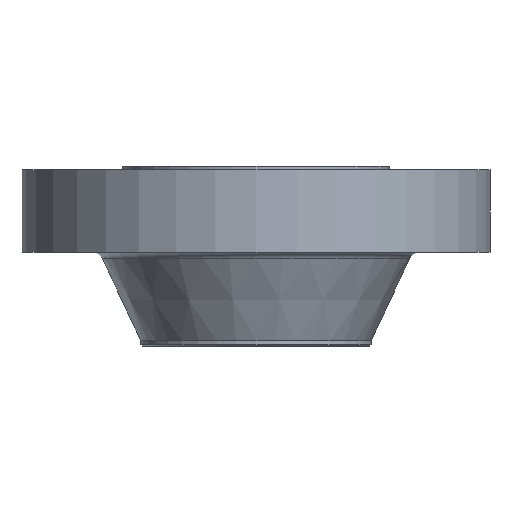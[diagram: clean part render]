
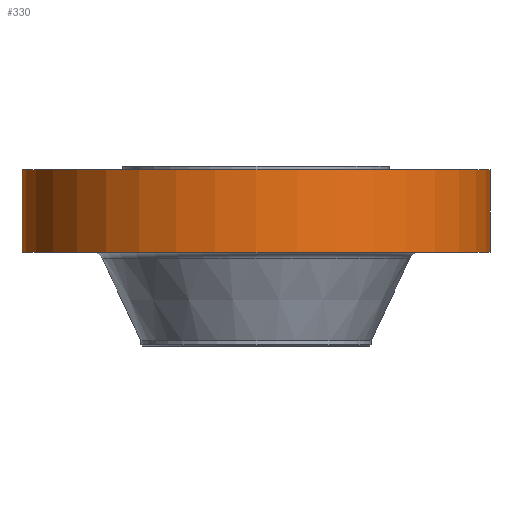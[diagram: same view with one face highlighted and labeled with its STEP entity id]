
A CAD part, front view. The second image highlights one B-rep face of the part: STEP entity #330.
In plain terms, the highlighted cylindrical face has radius 412.75 mm (diameter 825.5 mm), a partial arc.
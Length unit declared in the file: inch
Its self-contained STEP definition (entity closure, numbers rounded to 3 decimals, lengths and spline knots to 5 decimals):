
#21 = DIRECTION ( 'NONE',  ( 1., 0., 0. ) ) ;
#46 = VERTEX_POINT ( 'NONE', #1545 ) ;
#138 = FACE_OUTER_BOUND ( 'NONE', #450, .T. ) ;
#214 = CARTESIAN_POINT ( 'NONE',  ( 0., 0., -0.25 ) ) ;
#280 = ORIENTED_EDGE ( 'NONE', *, *, #496, .F. ) ;
#330 = ADVANCED_FACE ( 'NONE', ( #138 ), #394, .T. ) ;
#356 = VERTEX_POINT ( 'NONE', #1607 ) ;
#373 = VERTEX_POINT ( 'NONE', #1072 ) ;
#394 = CYLINDRICAL_SURFACE ( 'NONE', #1365, 16.25 ) ;
#397 = CARTESIAN_POINT ( 'NONE',  ( -16.25, 0., -0.25 ) ) ;
#450 = EDGE_LOOP ( 'NONE', ( #1104, #1347, #909, #280 ) ) ;
#496 = EDGE_CURVE ( 'NONE', #1167, #46, #1560, .T. ) ;
#572 = CARTESIAN_POINT ( 'NONE',  ( -16.25, 0., 0. ) ) ;
#619 = DIRECTION ( 'NONE',  ( 0., 0., 1. ) ) ;
#665 = VECTOR ( 'NONE', #1040, 39.37008 ) ;
#779 = DIRECTION ( 'NONE',  ( 1., 0., 0. ) ) ;
#797 = AXIS2_PLACEMENT_3D ( 'NONE', #214, #619, #779 ) ;
#801 = CARTESIAN_POINT ( 'NONE',  ( 0., 0., -6. ) ) ;
#909 = ORIENTED_EDGE ( 'NONE', *, *, #1694, .T. ) ;
#933 = DIRECTION ( 'NONE',  ( 1., 0., 0. ) ) ;
#954 = EDGE_CURVE ( 'NONE', #373, #1167, #1240, .T. ) ;
#1040 = DIRECTION ( 'NONE',  ( 0., 0., 1. ) ) ;
#1060 = CARTESIAN_POINT ( 'NONE',  ( 16.25, 0., 0. ) ) ;
#1065 = DIRECTION ( 'NONE',  ( 0., 0., 1. ) ) ;
#1072 = CARTESIAN_POINT ( 'NONE',  ( -16.25, 0., -6. ) ) ;
#1092 = DIRECTION ( 'NONE',  ( 0., 0., 1. ) ) ;
#1104 = ORIENTED_EDGE ( 'NONE', *, *, #954, .F. ) ;
#1167 = VERTEX_POINT ( 'NONE', #397 ) ;
#1183 = LINE ( 'NONE', #1060, #665 ) ;
#1190 = EDGE_CURVE ( 'NONE', #373, #356, #1618, .T. ) ;
#1240 = LINE ( 'NONE', #572, #1736 ) ;
#1347 = ORIENTED_EDGE ( 'NONE', *, *, #1190, .T. ) ;
#1365 = AXIS2_PLACEMENT_3D ( 'NONE', #1469, #1065, #21 ) ;
#1469 = CARTESIAN_POINT ( 'NONE',  ( 0., 0., 0. ) ) ;
#1545 = CARTESIAN_POINT ( 'NONE',  ( 16.25, 0., -0.25 ) ) ;
#1560 = CIRCLE ( 'NONE', #797, 16.25 ) ;
#1591 = DIRECTION ( 'NONE',  ( 0., 0., 1. ) ) ;
#1607 = CARTESIAN_POINT ( 'NONE',  ( 16.25, 0., -6. ) ) ;
#1617 = AXIS2_PLACEMENT_3D ( 'NONE', #801, #1591, #933 ) ;
#1618 = CIRCLE ( 'NONE', #1617, 16.25 ) ;
#1694 = EDGE_CURVE ( 'NONE', #356, #46, #1183, .T. ) ;
#1736 = VECTOR ( 'NONE', #1092, 39.37008 ) ;
